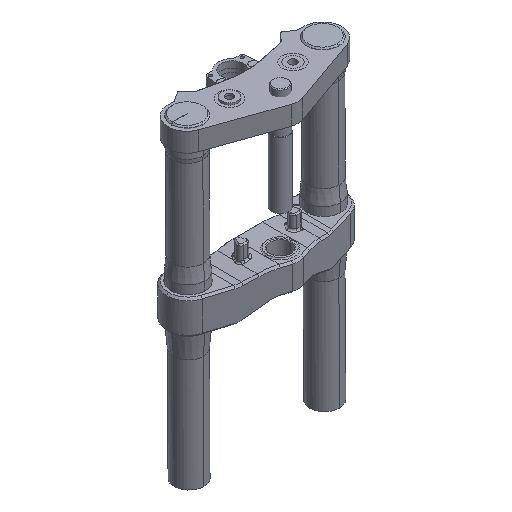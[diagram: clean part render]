
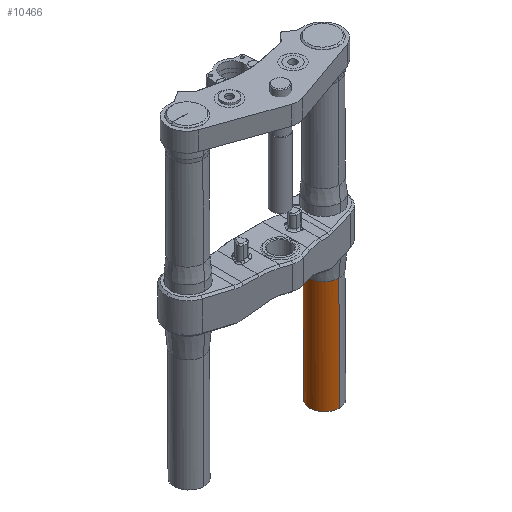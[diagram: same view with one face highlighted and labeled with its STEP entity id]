
A CAD part, isometric view. The second image highlights one B-rep face of the part: STEP entity #10466.
In plain terms, the highlighted cylindrical face has radius 23.5 mm (diameter 47 mm), a partial arc.
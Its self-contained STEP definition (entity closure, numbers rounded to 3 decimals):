
#400 = DIRECTION ( 'NONE',  ( 0., -1., 0.006 ) ) ;
#895 = LINE ( 'NONE', #8937, #7935 ) ;
#1537 = CARTESIAN_POINT ( 'NONE',  ( 107., -25.432, -316.141 ) ) ;
#2373 = VERTEX_POINT ( 'NONE', #13492 ) ;
#2415 = DIRECTION ( 'NONE',  ( 0., 0.006, 1. ) ) ;
#2549 = ORIENTED_EDGE ( 'NONE', *, *, #15105, .T. ) ;
#2802 = VECTOR ( 'NONE', #9449, 1000. ) ;
#3407 = FACE_OUTER_BOUND ( 'NONE', #12313, .T. ) ;
#4121 = VERTEX_POINT ( 'NONE', #17050 ) ;
#4271 = DIRECTION ( 'NONE',  ( 0., -1., 0.006 ) ) ;
#5604 = DIRECTION ( 'NONE',  ( 0., 0.006, 1. ) ) ;
#6281 = VERTEX_POINT ( 'NONE', #1537 ) ;
#6803 = LINE ( 'NONE', #18386, #2802 ) ;
#7747 = AXIS2_PLACEMENT_3D ( 'NONE', #14744, #5604, #4271 ) ;
#7935 = VECTOR ( 'NONE', #11849, 1000. ) ;
#8937 = CARTESIAN_POINT ( 'NONE',  ( 107., 23.518, 2.856 ) ) ;
#9341 = DIRECTION ( 'NONE',  ( 0., 0.006, 1. ) ) ;
#9449 = DIRECTION ( 'NONE',  ( 0., 0.006, 1. ) ) ;
#10466 = ADVANCED_FACE ( 'NONE', ( #3407 ), #14876, .T. ) ;
#11364 = CARTESIAN_POINT ( 'NONE',  ( 107., -1.932, -316.284 ) ) ;
#11731 = ORIENTED_EDGE ( 'NONE', *, *, #17463, .F. ) ;
#11849 = DIRECTION ( 'NONE',  ( 0., 0.006, 1. ) ) ;
#11950 = AXIS2_PLACEMENT_3D ( 'NONE', #18254, #9341, #400 ) ;
#12313 = EDGE_LOOP ( 'NONE', ( #14314, #2549, #18263, #11731 ) ) ;
#12498 = CIRCLE ( 'NONE', #14661, 23.5 ) ;
#12859 = DIRECTION ( 'NONE',  ( 0., -1., 0.006 ) ) ;
#13200 = EDGE_CURVE ( 'NONE', #4121, #6281, #6803, .T. ) ;
#13492 = CARTESIAN_POINT ( 'NONE',  ( 107., 20.485, -493.572 ) ) ;
#14314 = ORIENTED_EDGE ( 'NONE', *, *, #14962, .F. ) ;
#14661 = AXIS2_PLACEMENT_3D ( 'NONE', #11364, #2415, #12859 ) ;
#14744 = CARTESIAN_POINT ( 'NONE',  ( 107., 0.018, 3. ) ) ;
#14876 = CYLINDRICAL_SURFACE ( 'NONE', #7747, 23.5 ) ;
#14962 = EDGE_CURVE ( 'NONE', #2373, #17592, #895, .T. ) ;
#15105 = EDGE_CURVE ( 'NONE', #2373, #4121, #17455, .T. ) ;
#17050 = CARTESIAN_POINT ( 'NONE',  ( 107., -26.514, -493.285 ) ) ;
#17455 = CIRCLE ( 'NONE', #11950, 23.5 ) ;
#17463 = EDGE_CURVE ( 'NONE', #17592, #6281, #12498, .T. ) ;
#17592 = VERTEX_POINT ( 'NONE', #19055 ) ;
#18254 = CARTESIAN_POINT ( 'NONE',  ( 107., -3.014, -493.428 ) ) ;
#18263 = ORIENTED_EDGE ( 'NONE', *, *, #13200, .T. ) ;
#18386 = CARTESIAN_POINT ( 'NONE',  ( 107., -23.481, 3.143 ) ) ;
#19055 = CARTESIAN_POINT ( 'NONE',  ( 107., 21.567, -316.428 ) ) ;
